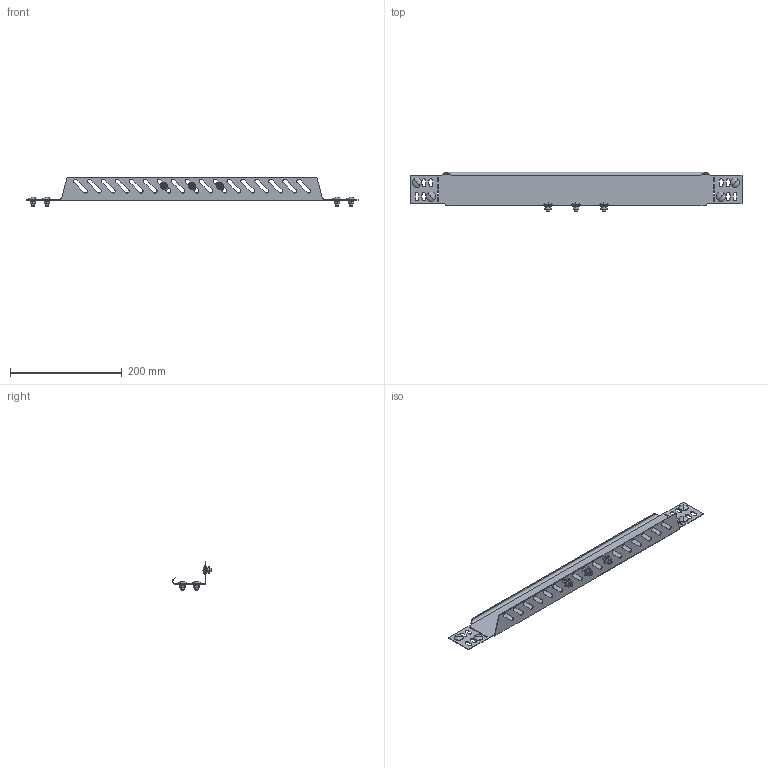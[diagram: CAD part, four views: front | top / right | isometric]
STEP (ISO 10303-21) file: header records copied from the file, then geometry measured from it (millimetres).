
FILE_DESCRIPTION (( 'STEP AP214' ), '1' );
FILE_NAME ('7195345.STEP', '2019-11-14T10:16:27', ( '' ), ( '' ), 'SwSTEP 2.0', 'SolidWorks 2018', '' );
FILE_SCHEMA (( 'AUTOMOTIVE_DESIGN' ));
Length unit declared in the file: millimetre
Products named in the file (5): 020242_ISO 4032 - M6 ; 020343_ISO 7089-6; 020342_DIN 603 M6x12; KTS 07.054-010_RWEB 60 x 500; 7195345
Assembly tree (22 placements, depth 2):
  7195345
    KTS 07.054-010_RWEB 60 x 500
    020342_DIN 603 M6x12  x7
    020343_ISO 7089-6  x7
    020242_ISO 4032 - M6   x7
Bounding box: 595 x 71 x 51 mm (x, y, z)
Volume: 62218.5 mm3; surface area: 118256.3 mm2
Topology: 22 solids, 22 shells, 613 faces, 1489 edges, 927 vertices
Faces by surface type: plane 224, cylinder 210, cone 161, sphere 14, bspline 4
Entity records: 8867 total; most frequent: CARTESIAN_POINT 1846, ORIENTED_EDGE 1394, DIRECTION 1391, EDGE_CURVE 697, AXIS2_PLACEMENT_3D 478, VERTEX_POINT 453, VECTOR 435, LINE 435
